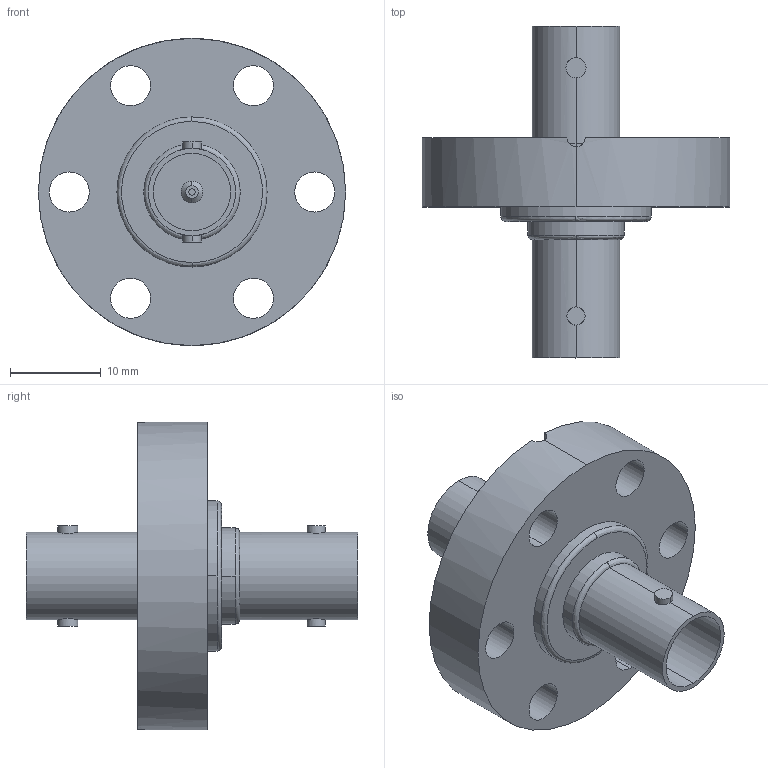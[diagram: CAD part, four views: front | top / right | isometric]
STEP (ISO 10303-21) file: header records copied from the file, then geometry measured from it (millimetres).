
FILE_DESCRIPTION (( 'STEP AP214' ), '1' );
FILE_NAME ('242-BNCD50-C16.step', '2025-02-18T20:44:48', ( '' ), ( '' ), 'SwSTEP 2.0', 'SolidWorks 2022', '' );
FILE_SCHEMA (( 'AUTOMOTIVE_DESIGN' ));
Length unit declared in the file: millimetre
Products named in the file (3): 242-BNCD50-I; 242-BNCD50-C16; 419-CF16-WX2_Bearb. auf 16.5
Assembly tree (2 placements, depth 2):
  242-BNCD50-C16
    419-CF16-WX2_Bearb. auf 16.5
    242-BNCD50-I
Bounding box: 33.8 x 36.5 x 33.8 mm (x, y, z)
Volume: 5607.9 mm3; surface area: 6484.5 mm2
Topology: 2 solids, 3 shells, 87 faces, 198 edges, 126 vertices
Faces by surface type: cylinder 54, plane 21, cone 8, bspline 4
Entity records: 3423 total; most frequent: CARTESIAN_POINT 690, DIRECTION 468, ORIENTED_EDGE 396, AXIS2_PLACEMENT_3D 200, EDGE_CURVE 198, VERTEX_POINT 126, EDGE_LOOP 112, CIRCLE 112
